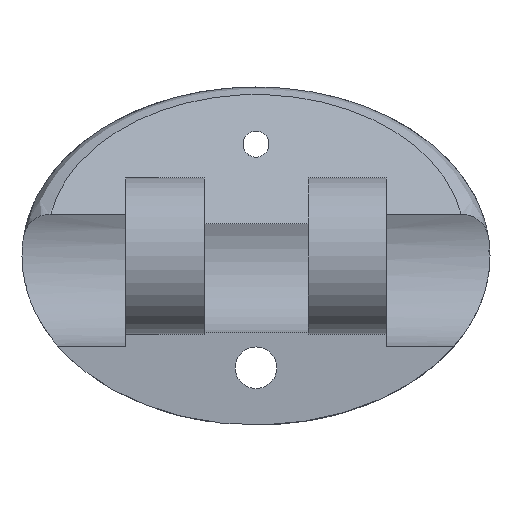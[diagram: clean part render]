
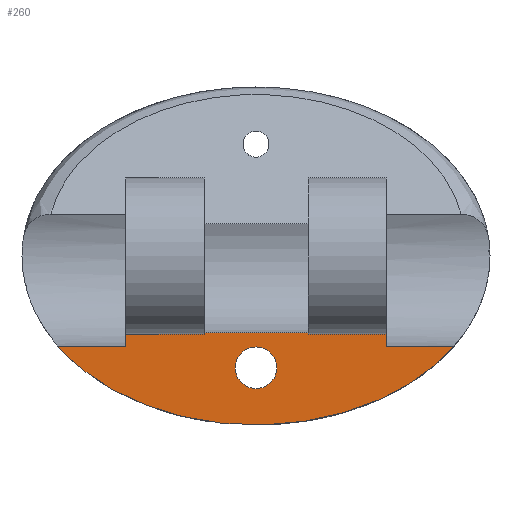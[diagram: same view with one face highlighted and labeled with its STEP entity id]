
A CAD part, front view. The second image highlights one B-rep face of the part: STEP entity #260.
In plain terms, the highlighted planar face has unit normal (0, -1, 0).
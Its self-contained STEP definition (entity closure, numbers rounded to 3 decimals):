
#58 = DIRECTION ( 'NONE',  ( 1., 0., 0. ) ) ;
#79 = VECTOR ( 'NONE', #1729, 1000. ) ;
#92 = CARTESIAN_POINT ( 'NONE',  ( 7.616, 0., -3.464 ) ) ;
#145 = DIRECTION ( 'NONE',  ( 0., 1., 0. ) ) ;
#160 = EDGE_CURVE ( 'NONE', #1471, #226, #1239, .T. ) ;
#162 = CARTESIAN_POINT ( 'NONE',  ( 0., 0., -4.3 ) ) ;
#170 = DIRECTION ( 'NONE',  ( 1., 0., 0. ) ) ;
#198 = ORIENTED_EDGE ( 'NONE', *, *, #1494, .T. ) ;
#217 = CARTESIAN_POINT ( 'NONE',  ( 0., 0., -5.1 ) ) ;
#222 = DIRECTION ( 'NONE',  ( 0., 0., 1. ) ) ;
#226 = VERTEX_POINT ( 'NONE', #1013 ) ;
#227 = AXIS2_PLACEMENT_3D ( 'NONE', #1672, #759, #611 ) ;
#243 = VERTEX_POINT ( 'NONE', #1455 ) ;
#244 = CARTESIAN_POINT ( 'NONE',  ( -5., 0., -2.958 ) ) ;
#260 = ADVANCED_FACE ( 'NONE', ( #275, #1021 ), #1153, .F. ) ;
#275 = FACE_BOUND ( 'NONE', #1148, .T. ) ;
#389 = VECTOR ( 'NONE', #1088, 1000. ) ;
#450 = EDGE_CURVE ( 'NONE', #621, #243, #1809, .T. ) ;
#454 = LINE ( 'NONE', #1606, #1629 ) ;
#518 = CARTESIAN_POINT ( 'NONE',  ( -5., 0., 0. ) ) ;
#527 = CARTESIAN_POINT ( 'NONE',  ( 5., 0., -2.958 ) ) ;
#537 = LINE ( 'NONE', #244, #389 ) ;
#557 = DIRECTION ( 'NONE',  ( 1., 0., 0. ) ) ;
#566 = EDGE_CURVE ( 'NONE', #226, #1471, #998, .T. ) ;
#611 = DIRECTION ( 'NONE',  ( 0., 0., 1. ) ) ;
#612 = ORIENTED_EDGE ( 'NONE', *, *, #566, .T. ) ;
#621 = VERTEX_POINT ( 'NONE', #527 ) ;
#645 = LINE ( 'NONE', #518, #1127 ) ;
#666 = CARTESIAN_POINT ( 'NONE',  ( -5., 0., -2.958 ) ) ;
#669 = CARTESIAN_POINT ( 'NONE',  ( -3.687, 0., -7.97 ) ) ;
#672 = EDGE_CURVE ( 'NONE', #1618, #1260, #537, .T. ) ;
#735 = EDGE_CURVE ( 'NONE', #1508, #1260, #645, .T. ) ;
#759 = DIRECTION ( 'NONE',  ( 0., 1., 0. ) ) ;
#865 = CARTESIAN_POINT ( 'NONE',  ( 0., 0., 0. ) ) ;
#950 = ORIENTED_EDGE ( 'NONE', *, *, #1796, .F. ) ;
#962 = EDGE_LOOP ( 'NONE', ( #1002, #1596, #950, #1288, #1050, #198, #1786, #1077 ) ) ;
#996 = CARTESIAN_POINT ( 'NONE',  ( -7.616, 0., -3.464 ) ) ;
#998 = CIRCLE ( 'NONE', #1546, 0.8 ) ;
#1002 = ORIENTED_EDGE ( 'NONE', *, *, #1020, .F. ) ;
#1013 = CARTESIAN_POINT ( 'NONE',  ( 0., 0., -3.5 ) ) ;
#1020 = EDGE_CURVE ( 'NONE', #1614, #1508, #454, .T. ) ;
#1021 = FACE_OUTER_BOUND ( 'NONE', #962, .T. ) ;
#1050 = ORIENTED_EDGE ( 'NONE', *, *, #1834, .F. ) ;
#1056 = CARTESIAN_POINT ( 'NONE',  ( 2., 0., -2.958 ) ) ;
#1077 = ORIENTED_EDGE ( 'NONE', *, *, #735, .F. ) ;
#1088 = DIRECTION ( 'NONE',  ( -1., 0., 0. ) ) ;
#1109 = VERTEX_POINT ( 'NONE', #1056 ) ;
#1127 = VECTOR ( 'NONE', #222, 1000. ) ;
#1128 = VECTOR ( 'NONE', #58, 1000. ) ;
#1139 = CARTESIAN_POINT ( 'NONE',  ( -5., 0., -3.464 ) ) ;
#1148 = EDGE_LOOP ( 'NONE', ( #1797, #612 ) ) ;
#1153 = PLANE ( 'NONE',  #1299 ) ;
#1214 = DIRECTION ( 'NONE',  ( 0., 1., 0. ) ) ;
#1239 = CIRCLE ( 'NONE', #227, 0.8 ) ;
#1252 = CARTESIAN_POINT ( 'NONE',  ( 7.616, 0., -3.464 ) ) ;
#1259 = CARTESIAN_POINT ( 'NONE',  ( -2., 0., -2.958 ) ) ;
#1260 = VERTEX_POINT ( 'NONE', #666 ) ;
#1263 = VERTEX_POINT ( 'NONE', #1252 ) ;
#1288 = ORIENTED_EDGE ( 'NONE', *, *, #450, .F. ) ;
#1299 = AXIS2_PLACEMENT_3D ( 'NONE', #865, #145, #1587 ) ;
#1312 = CARTESIAN_POINT ( 'NONE',  ( -7.616, 0., -3.464 ) ) ;
#1337 = DIRECTION ( 'NONE',  ( 0., 0., -1. ) ) ;
#1374 = CARTESIAN_POINT ( 'NONE',  ( 5., 0., -2.958 ) ) ;
#1408 = CARTESIAN_POINT ( 'NONE',  ( 15., 0., -3.464 ) ) ;
#1417 = CARTESIAN_POINT ( 'NONE',  ( 3.687, 0., -7.97 ) ) ;
#1455 = CARTESIAN_POINT ( 'NONE',  ( 5., 0., -3.464 ) ) ;
#1464 = CARTESIAN_POINT ( 'NONE',  ( -2., 0., -2.958 ) ) ;
#1469 = DIRECTION ( 'NONE',  ( 0., 0., 1. ) ) ;
#1471 = VERTEX_POINT ( 'NONE', #217 ) ;
#1481 = VECTOR ( 'NONE', #557, 1000. ) ;
#1494 = EDGE_CURVE ( 'NONE', #1109, #1618, #1719, .T. ) ;
#1508 = VERTEX_POINT ( 'NONE', #1139 ) ;
#1546 = AXIS2_PLACEMENT_3D ( 'NONE', #162, #1214, #1469 ) ;
#1576 = VECTOR ( 'NONE', #1337, 1000. ) ;
#1587 = DIRECTION ( 'NONE',  ( 0., 0., 1. ) ) ;
#1596 = ORIENTED_EDGE ( 'NONE', *, *, #1715, .F. ) ;
#1606 = CARTESIAN_POINT ( 'NONE',  ( -15., 0., -3.464 ) ) ;
#1614 = VERTEX_POINT ( 'NONE', #1312 ) ;
#1618 = VERTEX_POINT ( 'NONE', #1464 ) ;
#1629 = VECTOR ( 'NONE', #170, 1000. ) ;
#1672 = CARTESIAN_POINT ( 'NONE',  ( 0., 0., -4.3 ) ) ;
#1693 =( BOUNDED_CURVE ( )  B_SPLINE_CURVE ( 3, ( #92, #1417, #669, #996 ),
 .UNSPECIFIED., .F., .F. ) 
 B_SPLINE_CURVE_WITH_KNOTS ( ( 4, 4 ),
 ( 0.562, 2.58 ),
 .UNSPECIFIED. ) 
 CURVE ( )  GEOMETRIC_REPRESENTATION_ITEM ( )  RATIONAL_B_SPLINE_CURVE ( ( 1., 0.689, 0.689, 1. ) ) 
 REPRESENTATION_ITEM ( '' )  );
#1715 = EDGE_CURVE ( 'NONE', #1263, #1614, #1693, .T. ) ;
#1719 = LINE ( 'NONE', #1259, #79 ) ;
#1723 = LINE ( 'NONE', #1408, #1481 ) ;
#1729 = DIRECTION ( 'NONE',  ( -1., 0., 0. ) ) ;
#1786 = ORIENTED_EDGE ( 'NONE', *, *, #672, .T. ) ;
#1789 = CARTESIAN_POINT ( 'NONE',  ( 5., 0., 0. ) ) ;
#1796 = EDGE_CURVE ( 'NONE', #243, #1263, #1723, .T. ) ;
#1797 = ORIENTED_EDGE ( 'NONE', *, *, #160, .T. ) ;
#1809 = LINE ( 'NONE', #1789, #1576 ) ;
#1817 = LINE ( 'NONE', #1374, #1128 ) ;
#1834 = EDGE_CURVE ( 'NONE', #1109, #621, #1817, .T. ) ;
